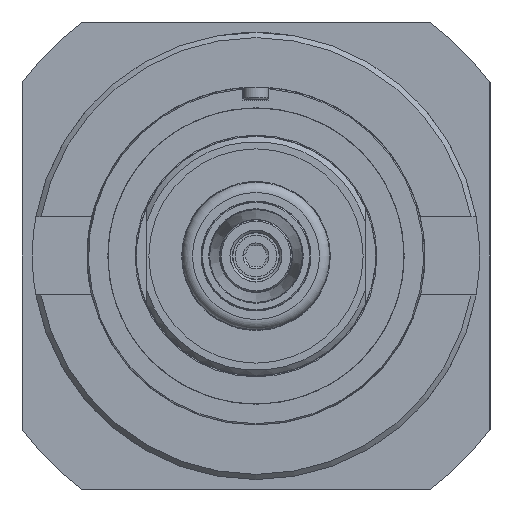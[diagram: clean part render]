
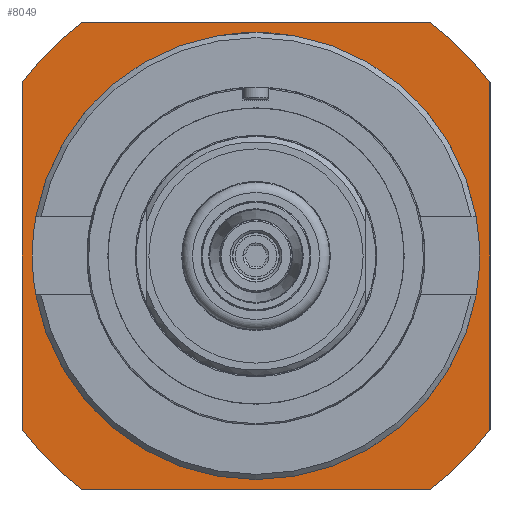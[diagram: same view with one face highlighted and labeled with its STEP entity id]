
A CAD part, left-side view. The second image highlights one B-rep face of the part: STEP entity #8049.
In plain terms, the highlighted planar face has unit normal (-1, 0, 0).
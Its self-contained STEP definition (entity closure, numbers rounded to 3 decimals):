
#355=LINE('',#15882,#698);
#359=LINE('',#15897,#702);
#363=LINE('',#15912,#706);
#367=LINE('',#15957,#710);
#698=VECTOR('',#11166,66.663);
#702=VECTOR('',#11180,66.663);
#706=VECTOR('',#11194,66.663);
#710=VECTOR('',#11248,66.663);
#1225=PLANE('',#9074);
#1618=FACE_BOUND('',#2956,.T.);
#2106=FACE_OUTER_BOUND('',#2955,.T.);
#2955=EDGE_LOOP('',(#6768,#6769,#6770,#6771,#6772,#6773,#6774,#6775));
#2956=EDGE_LOOP('',(#6776));
#3465=CIRCLE('',#9062,56.);
#3466=CIRCLE('',#9064,56.);
#3467=CIRCLE('',#9066,56.);
#3470=CIRCLE('',#9071,40.);
#3472=CIRCLE('',#9075,56.);
#4092=VERTEX_POINT('',#15880);
#4093=VERTEX_POINT('',#15881);
#4098=VERTEX_POINT('',#15895);
#4099=VERTEX_POINT('',#15896);
#4104=VERTEX_POINT('',#15910);
#4105=VERTEX_POINT('',#15911);
#4120=VERTEX_POINT('',#15955);
#4121=VERTEX_POINT('',#15956);
#4127=VERTEX_POINT('',#15982);
#4985=EDGE_CURVE('',#4092,#4093,#355,.T.);
#4991=EDGE_CURVE('',#4098,#4099,#359,.T.);
#4997=EDGE_CURVE('',#4104,#4105,#363,.T.);
#5013=EDGE_CURVE('',#4120,#4121,#367,.T.);
#5022=EDGE_CURVE('',#4104,#4099,#3465,.T.);
#5023=EDGE_CURVE('',#4120,#4105,#3466,.T.);
#5024=EDGE_CURVE('',#4092,#4121,#3467,.T.);
#5027=EDGE_CURVE('',#4127,#4127,#3470,.T.);
#5029=EDGE_CURVE('',#4098,#4093,#3472,.T.);
#6768=ORIENTED_EDGE('',*,*,#4985,.T.);
#6769=ORIENTED_EDGE('',*,*,#5029,.F.);
#6770=ORIENTED_EDGE('',*,*,#4991,.T.);
#6771=ORIENTED_EDGE('',*,*,#5022,.F.);
#6772=ORIENTED_EDGE('',*,*,#4997,.T.);
#6773=ORIENTED_EDGE('',*,*,#5023,.F.);
#6774=ORIENTED_EDGE('',*,*,#5013,.T.);
#6775=ORIENTED_EDGE('',*,*,#5024,.F.);
#6776=ORIENTED_EDGE('',*,*,#5027,.F.);
#8049=ADVANCED_FACE('',(#2106,#1618),#1225,.T.);
#9062=AXIS2_PLACEMENT_3D('',#15971,#11266,#11267);
#9064=AXIS2_PLACEMENT_3D('',#15973,#11270,#11271);
#9066=AXIS2_PLACEMENT_3D('',#15975,#11274,#11275);
#9071=AXIS2_PLACEMENT_3D('',#15983,#11284,#11285);
#9074=AXIS2_PLACEMENT_3D('',#15987,#11290,#11291);
#9075=AXIS2_PLACEMENT_3D('',#15988,#11292,#11293);
#11166=DIRECTION('',(0.,0.,1.));
#11180=DIRECTION('',(0.,1.,0.));
#11194=DIRECTION('',(0.,0.,-1.));
#11248=DIRECTION('',(0.,-1.,0.));
#11266=DIRECTION('center_axis',(1.,0.,0.));
#11267=DIRECTION('ref_axis',(0.,0.,
1.));
#11270=DIRECTION('center_axis',(1.,0.,0.));
#11271=DIRECTION('ref_axis',(0.,0.,
1.));
#11274=DIRECTION('center_axis',(1.,0.,0.));
#11275=DIRECTION('ref_axis',(0.,0.,
1.));
#11284=DIRECTION('center_axis',(-1.,0.,0.));
#11285=DIRECTION('ref_axis',(0.,0.,
1.));
#11290=DIRECTION('center_axis',(-1.,0.,0.));
#11291=DIRECTION('ref_axis',(0.,-1.,0.));
#11292=DIRECTION('center_axis',(1.,0.,0.));
#11293=DIRECTION('ref_axis',(0.,0.,
1.));
#15880=CARTESIAN_POINT('',(112.,-45.,-33.332));
#15881=CARTESIAN_POINT('',(112.,-45.,33.332));
#15882=CARTESIAN_POINT('',(112.,-45.,36.5));
#15895=CARTESIAN_POINT('',(112.,-33.332,45.));
#15896=CARTESIAN_POINT('',(112.,33.332,45.));
#15897=CARTESIAN_POINT('',(112.,22.5,45.));
#15910=CARTESIAN_POINT('',(112.,45.,33.332));
#15911=CARTESIAN_POINT('',(112.,45.,-33.332));
#15912=CARTESIAN_POINT('',(112.,45.,-8.5));
#15955=CARTESIAN_POINT('',(112.,33.332,-45.));
#15956=CARTESIAN_POINT('',(112.,-33.332,-45.));
#15957=CARTESIAN_POINT('',(112.,-22.5,-45.));
#15971=CARTESIAN_POINT('Origin',(112.,0.,0.));
#15973=CARTESIAN_POINT('Origin',(112.,0.,0.));
#15975=CARTESIAN_POINT('Origin',(112.,0.,0.));
#15982=CARTESIAN_POINT('',(112.,0.,-40.));
#15983=CARTESIAN_POINT('Origin',(112.,0.,0.));
#15987=CARTESIAN_POINT('Origin',(112.,0.,28.));
#15988=CARTESIAN_POINT('Origin',(112.,0.,0.));
